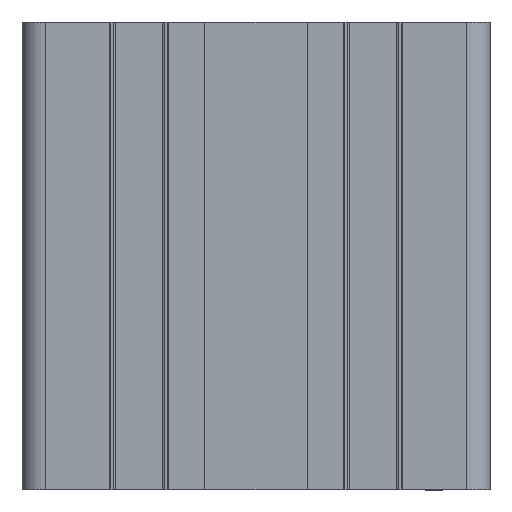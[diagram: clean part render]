
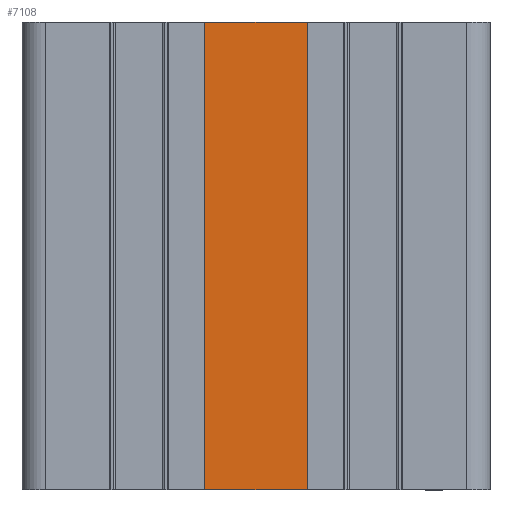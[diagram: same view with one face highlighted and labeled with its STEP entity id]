
A CAD part, front view. The second image highlights one B-rep face of the part: STEP entity #7108.
In plain terms, the highlighted planar face has unit normal (0, -1, 0).
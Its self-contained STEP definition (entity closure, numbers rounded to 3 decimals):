
#83=PLANE('',#7712);
#366=FACE_OUTER_BOUND('',#746,.T.);
#746=EDGE_LOOP('',(#5813,#5814,#5815,#5816));
#1116=LINE('',#10318,#1956);
#1298=LINE('',#10872,#2138);
#1618=LINE('',#11682,#2458);
#1619=LINE('',#11684,#2459);
#1956=VECTOR('',#8176,22.);
#2138=VECTOR('',#8554,22.);
#2458=VECTOR('',#9248,100.);
#2459=VECTOR('',#9251,100.);
#3078=VERTEX_POINT('',#10315);
#3079=VERTEX_POINT('',#10317);
#3352=VERTEX_POINT('',#10869);
#3353=VERTEX_POINT('',#10871);
#3799=EDGE_CURVE('',#3078,#3079,#1116,.T.);
#4076=EDGE_CURVE('',#3352,#3353,#1298,.T.);
#4498=EDGE_CURVE('',#3353,#3078,#1618,.T.);
#4499=EDGE_CURVE('',#3352,#3079,#1619,.T.);
#5813=ORIENTED_EDGE('',*,*,#3799,.F.);
#5814=ORIENTED_EDGE('',*,*,#4498,.F.);
#5815=ORIENTED_EDGE('',*,*,#4076,.F.);
#5816=ORIENTED_EDGE('',*,*,#4499,.T.);
#7108=ADVANCED_FACE('',(#366),#83,.F.);
#7712=AXIS2_PLACEMENT_3D('',#11683,#9249,#9250);
#8176=DIRECTION('',(-1.,0.,0.));
#8554=DIRECTION('',(1.,0.,0.));
#9248=DIRECTION('',(0.,0.,-1.));
#9249=DIRECTION('center_axis',(0.,1.,0.));
#9250=DIRECTION('ref_axis',(1.,0.,0.));
#9251=DIRECTION('',(0.,0.,-1.));
#10315=CARTESIAN_POINT('',(11.,-49.,0.));
#10317=CARTESIAN_POINT('',(-11.,-49.,0.));
#10318=CARTESIAN_POINT('',(-5.5,-49.,0.));
#10869=CARTESIAN_POINT('',(-11.,-49.,100.));
#10871=CARTESIAN_POINT('',(11.,-49.,100.));
#10872=CARTESIAN_POINT('',(-5.5,-49.,100.));
#11682=CARTESIAN_POINT('',(11.,-49.,100.));
#11683=CARTESIAN_POINT('Origin',(-11.,-49.,100.));
#11684=CARTESIAN_POINT('',(-11.,-49.,100.));
